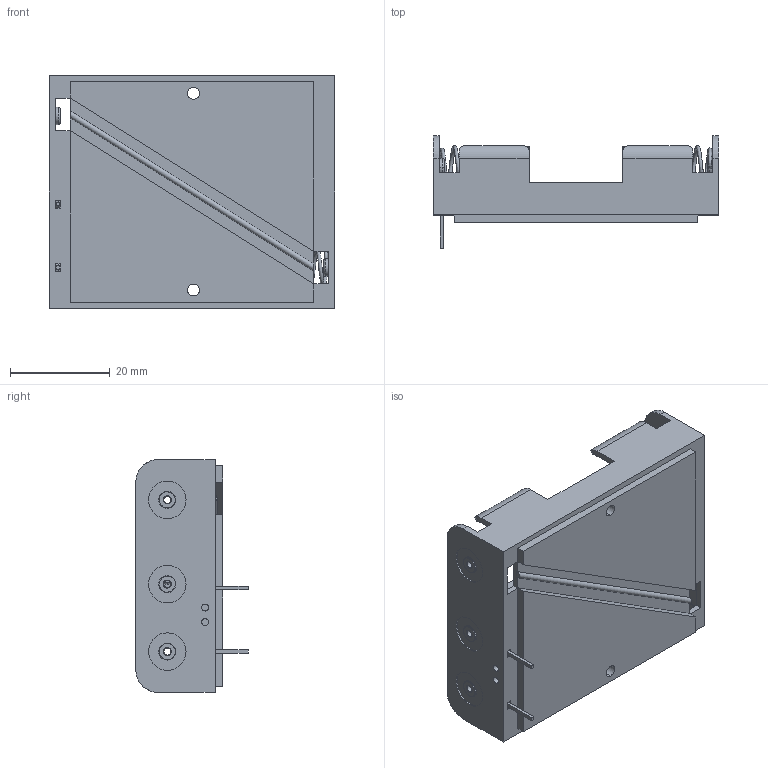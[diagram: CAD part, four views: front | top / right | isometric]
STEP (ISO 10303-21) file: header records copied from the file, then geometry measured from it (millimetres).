
FILE_DESCRIPTION (( 'STEP AP214' ), '1' );
FILE_NAME ('BH3AAPC.STEP', '2020-01-10T20:58:23', ( '' ), ( '' ), 'SwSTEP 2.0', 'SolidWorks 2017', '' );
FILE_SCHEMA (( 'AUTOMOTIVE_DESIGN' ));
Length unit declared in the file: millimetre
Products named in the file (1): BH3AAPC
Bounding box: 57.15 x 22.47 x 46.61 mm (x, y, z)
Volume: 9529.4 mm3; surface area: 13510.3 mm2
Topology: 11 solids, 11 shells, 465 faces, 1126 edges, 729 vertices
Faces by surface type: plane 274, cylinder 131, bspline 60
Entity records: 22327 total; most frequent: CARTESIAN_POINT 11413, ORIENTED_EDGE 2252, DIRECTION 2131, EDGE_CURVE 1126, VERTEX_POINT 729, VECTOR 729, LINE 729, AXIS2_PLACEMENT_3D 701
